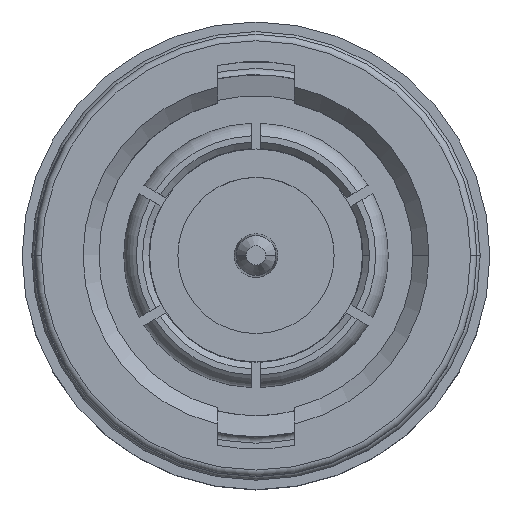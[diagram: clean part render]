
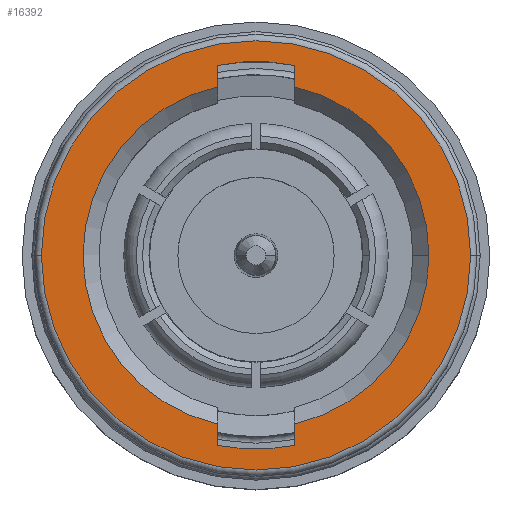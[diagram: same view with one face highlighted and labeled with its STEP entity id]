
A CAD part, top view. The second image highlights one B-rep face of the part: STEP entity #16392.
In plain terms, the highlighted planar face has unit normal (0, 0, 1).
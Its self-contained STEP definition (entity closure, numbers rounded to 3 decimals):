
#245 = CARTESIAN_POINT ( 'NONE',  ( 0., 0., 0.85 ) ) ;
#494 = EDGE_CURVE ( 'NONE', #29846, #9376, #26441, .T. ) ;
#657 = VERTEX_POINT ( 'NONE', #20238 ) ;
#1037 = VERTEX_POINT ( 'NONE', #28272 ) ;
#1250 = DIRECTION ( 'NONE',  ( 0., 0., 1. ) ) ;
#1505 = VECTOR ( 'NONE', #21113, 1000. ) ;
#1627 = CIRCLE ( 'NONE', #35798, 6.7 ) ;
#1792 = CARTESIAN_POINT ( 'NONE',  ( 6.7, 0., 0.85 ) ) ;
#1945 = EDGE_CURVE ( 'NONE', #657, #29846, #29292, .T. ) ;
#2390 = LINE ( 'NONE', #15421, #1505 ) ;
#2791 = CARTESIAN_POINT ( 'NONE',  ( -1.2, -4.751, 0.85 ) ) ;
#2801 = EDGE_CURVE ( 'NONE', #1037, #22753, #11123, .T. ) ;
#3113 = DIRECTION ( 'NONE',  ( -1., 0., 0. ) ) ;
#3264 = AXIS2_PLACEMENT_3D ( 'NONE', #13323, #33424, #16221 ) ;
#3613 = AXIS2_PLACEMENT_3D ( 'NONE', #28458, #11250, #31361 ) ;
#3958 = CARTESIAN_POINT ( 'NONE',  ( -1.2, 4.751, 0.85 ) ) ;
#3994 = EDGE_CURVE ( 'NONE', #22753, #8371, #12323, .T. ) ;
#4353 = CARTESIAN_POINT ( 'NONE',  ( -1.2, -5.93, 0.85 ) ) ;
#4403 = CIRCLE ( 'NONE', #3264, 6.7 ) ;
#7420 = DIRECTION ( 'NONE',  ( 0., 0., 1. ) ) ;
#7479 = ORIENTED_EDGE ( 'NONE', *, *, #2801, .F. ) ;
#7740 = DIRECTION ( 'NONE',  ( 0., 1., 0. ) ) ;
#7755 = EDGE_CURVE ( 'NONE', #8847, #22723, #4403, .T. ) ;
#7843 = CARTESIAN_POINT ( 'NONE',  ( 1.2, -5.265, 0.85 ) ) ;
#8371 = VERTEX_POINT ( 'NONE', #26509 ) ;
#8847 = VERTEX_POINT ( 'NONE', #1792 ) ;
#9376 = VERTEX_POINT ( 'NONE', #4353 ) ;
#9595 = AXIS2_PLACEMENT_3D ( 'NONE', #24648, #7420, #27494 ) ;
#11120 = PLANE ( 'NONE',  #3613 ) ;
#11123 = CIRCLE ( 'NONE', #24750, 5.4 ) ;
#11250 = DIRECTION ( 'NONE',  ( 0., 0., -1. ) ) ;
#11374 = ORIENTED_EDGE ( 'NONE', *, *, #7755, .T. ) ;
#11671 = AXIS2_PLACEMENT_3D ( 'NONE', #33067, #15849, #35920 ) ;
#11738 = AXIS2_PLACEMENT_3D ( 'NONE', #30250, #13036, #33131 ) ;
#12050 = EDGE_LOOP ( 'NONE', ( #18855, #28052, #7479, #26688, #31170, #19955, #35418, #25154, #26492 ) ) ;
#12323 = LINE ( 'NONE', #19136, #19991 ) ;
#13036 = DIRECTION ( 'NONE',  ( 0., 0., 1. ) ) ;
#13323 = CARTESIAN_POINT ( 'NONE',  ( 0., 0., 0.85 ) ) ;
#13446 = VECTOR ( 'NONE', #24065, 1000. ) ;
#13925 = CARTESIAN_POINT ( 'NONE',  ( 0., 0., 0.85 ) ) ;
#14404 = ORIENTED_EDGE ( 'NONE', *, *, #24101, .T. ) ;
#15421 = CARTESIAN_POINT ( 'NONE',  ( 1.2, -4.751, 0.85 ) ) ;
#15440 = FACE_OUTER_BOUND ( 'NONE', #34036, .T. ) ;
#15849 = DIRECTION ( 'NONE',  ( 0., 0., 1. ) ) ;
#16221 = DIRECTION ( 'NONE',  ( -1., 0., 0. ) ) ;
#16288 = CARTESIAN_POINT ( 'NONE',  ( -1.2, 5.93, 0.85 ) ) ;
#16392 = ADVANCED_FACE ( 'NONE', ( #15440, #24053 ), #11120, .F. ) ;
#16825 = DIRECTION ( 'NONE',  ( 1., 0., 0. ) ) ;
#18391 = CARTESIAN_POINT ( 'NONE',  ( 0., 0., 0.85 ) ) ;
#18734 = VECTOR ( 'NONE', #26387, 1000. ) ;
#18855 = ORIENTED_EDGE ( 'NONE', *, *, #34456, .F. ) ;
#19136 = CARTESIAN_POINT ( 'NONE',  ( 1.2, 4.751, 0.85 ) ) ;
#19521 = EDGE_CURVE ( 'NONE', #23442, #657, #35449, .T. ) ;
#19951 = EDGE_CURVE ( 'NONE', #34098, #1037, #23795, .T. ) ;
#19955 = ORIENTED_EDGE ( 'NONE', *, *, #34723, .F. ) ;
#19991 = VECTOR ( 'NONE', #7740, 1000. ) ;
#20238 = CARTESIAN_POINT ( 'NONE',  ( -1.2, 5.265, 0.85 ) ) ;
#20323 = DIRECTION ( 'NONE',  ( 0., 0., 1. ) ) ;
#20520 = VERTEX_POINT ( 'NONE', #21981 ) ;
#21113 = DIRECTION ( 'NONE',  ( 0., 1., 0. ) ) ;
#21322 = DIRECTION ( 'NONE',  ( 1., 0., 0. ) ) ;
#21477 = CARTESIAN_POINT ( 'NONE',  ( 1.2, 5.265, 0.85 ) ) ;
#21540 = CARTESIAN_POINT ( 'NONE',  ( -1.2, -5.265, 0.85 ) ) ;
#21981 = CARTESIAN_POINT ( 'NONE',  ( 1.2, -5.93, 0.85 ) ) ;
#22723 = VERTEX_POINT ( 'NONE', #35360 ) ;
#22753 = VERTEX_POINT ( 'NONE', #21477 ) ;
#23442 = VERTEX_POINT ( 'NONE', #16288 ) ;
#23795 = CIRCLE ( 'NONE', #11738, 5.4 ) ;
#24053 = FACE_BOUND ( 'NONE', #12050, .T. ) ;
#24065 = DIRECTION ( 'NONE',  ( 0., -1., 0. ) ) ;
#24101 = EDGE_CURVE ( 'NONE', #22723, #8847, #1627, .T. ) ;
#24648 = CARTESIAN_POINT ( 'NONE',  ( 0., 0., 0.85 ) ) ;
#24750 = AXIS2_PLACEMENT_3D ( 'NONE', #13925, #34022, #16825 ) ;
#25009 = CIRCLE ( 'NONE', #28116, 6.05 ) ;
#25047 = CIRCLE ( 'NONE', #9595, 6.05 ) ;
#25154 = ORIENTED_EDGE ( 'NONE', *, *, #1945, .F. ) ;
#26387 = DIRECTION ( 'NONE',  ( 0., -1., 0. ) ) ;
#26441 = LINE ( 'NONE', #2791, #18734 ) ;
#26492 = ORIENTED_EDGE ( 'NONE', *, *, #19521, .F. ) ;
#26509 = CARTESIAN_POINT ( 'NONE',  ( 1.2, 5.93, 0.85 ) ) ;
#26688 = ORIENTED_EDGE ( 'NONE', *, *, #19951, .F. ) ;
#27494 = DIRECTION ( 'NONE',  ( -1., 0., 0. ) ) ;
#28052 = ORIENTED_EDGE ( 'NONE', *, *, #3994, .F. ) ;
#28116 = AXIS2_PLACEMENT_3D ( 'NONE', #18391, #1250, #21322 ) ;
#28272 = CARTESIAN_POINT ( 'NONE',  ( 5.4, 0., 0.85 ) ) ;
#28458 = CARTESIAN_POINT ( 'NONE',  ( 0., 0., 0.85 ) ) ;
#29292 = CIRCLE ( 'NONE', #11671, 5.4 ) ;
#29846 = VERTEX_POINT ( 'NONE', #21540 ) ;
#30250 = CARTESIAN_POINT ( 'NONE',  ( 0., 0., 0.85 ) ) ;
#31170 = ORIENTED_EDGE ( 'NONE', *, *, #31775, .F. ) ;
#31361 = DIRECTION ( 'NONE',  ( -1., 0., 0. ) ) ;
#31775 = EDGE_CURVE ( 'NONE', #20520, #34098, #2390, .T. ) ;
#33067 = CARTESIAN_POINT ( 'NONE',  ( 0., 0., 0.85 ) ) ;
#33131 = DIRECTION ( 'NONE',  ( 1., 0., 0. ) ) ;
#33424 = DIRECTION ( 'NONE',  ( 0., 0., 1. ) ) ;
#34022 = DIRECTION ( 'NONE',  ( 0., 0., 1. ) ) ;
#34036 = EDGE_LOOP ( 'NONE', ( #14404, #11374 ) ) ;
#34098 = VERTEX_POINT ( 'NONE', #7843 ) ;
#34456 = EDGE_CURVE ( 'NONE', #8371, #23442, #25047, .T. ) ;
#34723 = EDGE_CURVE ( 'NONE', #9376, #20520, #25009, .T. ) ;
#35360 = CARTESIAN_POINT ( 'NONE',  ( -6.7, 0., 0.85 ) ) ;
#35418 = ORIENTED_EDGE ( 'NONE', *, *, #494, .F. ) ;
#35449 = LINE ( 'NONE', #3958, #13446 ) ;
#35798 = AXIS2_PLACEMENT_3D ( 'NONE', #245, #20323, #3113 ) ;
#35920 = DIRECTION ( 'NONE',  ( 1., 0., 0. ) ) ;
